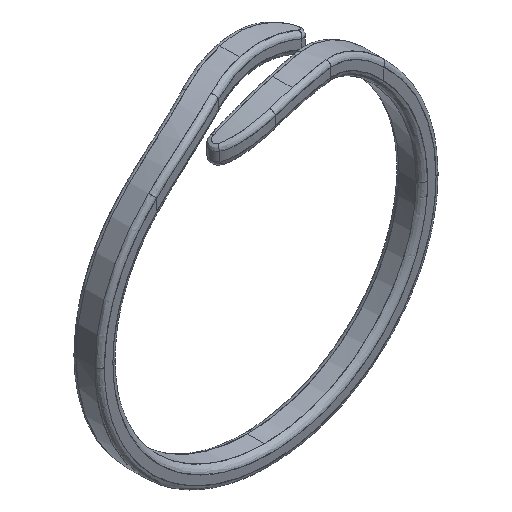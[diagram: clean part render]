
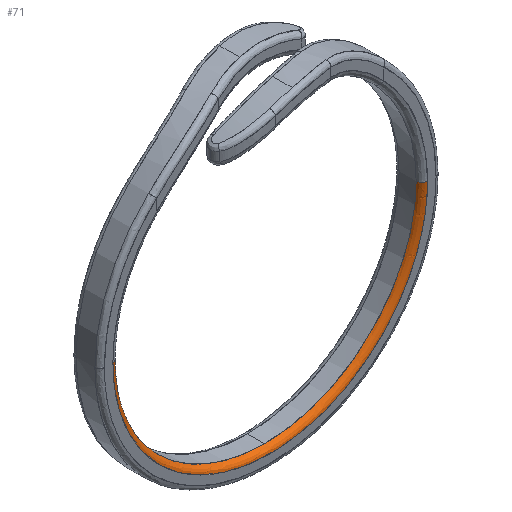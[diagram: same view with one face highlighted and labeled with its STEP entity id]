
A CAD part, isometric view. The second image highlights one B-rep face of the part: STEP entity #71.
In plain terms, the highlighted free-form (B-spline) face has degree [3, 3] with [4, 4] control points.
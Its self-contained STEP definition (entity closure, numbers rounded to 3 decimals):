
#71 = ADVANCED_FACE('',(#72),#117,.T.);
#72 = FACE_BOUND('',#73,.T.);
#73 = EDGE_LOOP('',(#74,#84,#93,#102,#110));
#74 = ORIENTED_EDGE('',*,*,#75,.T.);
#75 = EDGE_CURVE('',#76,#78,#80,.T.);
#76 = VERTEX_POINT('',#77);
#77 = CARTESIAN_POINT('',(7.546,-0.682,
    0.));
#78 = VERTEX_POINT('',#79);
#79 = CARTESIAN_POINT('',(7.273,-0.409,
    0.));
#80 = ( BOUNDED_CURVE() B_SPLINE_CURVE(2,(#81,#82,#83),.UNSPECIFIED.,.F.
,.F.) B_SPLINE_CURVE_WITH_KNOTS((3,3),(0.,
1.571),.PIECEWISE_BEZIER_KNOTS.) CURVE() 
GEOMETRIC_REPRESENTATION_ITEM() RATIONAL_B_SPLINE_CURVE((1.,
0.707,1.)) REPRESENTATION_ITEM('') );
#81 = CARTESIAN_POINT('',(7.546,-0.682,
    0.));
#82 = CARTESIAN_POINT('',(7.273,-0.682,
    0.));
#83 = CARTESIAN_POINT('',(7.273,-0.409,
    0.));
#84 = ORIENTED_EDGE('',*,*,#85,.T.);
#85 = EDGE_CURVE('',#78,#86,#88,.T.);
#86 = VERTEX_POINT('',#87);
#87 = CARTESIAN_POINT('',(0.,-0.409,-7.273));
#88 = ( BOUNDED_CURVE() B_SPLINE_CURVE(3,(#89,#90,#91,#92),
.UNSPECIFIED.,.F.,.F.) B_SPLINE_CURVE_WITH_KNOTS((4,4),(0.,1.),
.PIECEWISE_BEZIER_KNOTS.) CURVE() GEOMETRIC_REPRESENTATION_ITEM() 
RATIONAL_B_SPLINE_CURVE((0.957,0.638,0.478,
0.478)) REPRESENTATION_ITEM('') );
#89 = CARTESIAN_POINT('',(7.273,-0.409,0.));
#90 = CARTESIAN_POINT('',(7.273,-0.409,-3.636
    ));
#91 = CARTESIAN_POINT('',(4.849,-0.409,-7.273
    ));
#92 = CARTESIAN_POINT('',(0.,-0.409,-7.273));
#93 = ORIENTED_EDGE('',*,*,#94,.T.);
#94 = EDGE_CURVE('',#86,#95,#97,.T.);
#95 = VERTEX_POINT('',#96);
#96 = CARTESIAN_POINT('',(-7.273,-0.409,
    0.));
#97 = ( BOUNDED_CURVE() B_SPLINE_CURVE(3,(#98,#99,#100,#101),
.UNSPECIFIED.,.F.,.F.) B_SPLINE_CURVE_WITH_KNOTS((4,4),(0.,1.),
.PIECEWISE_BEZIER_KNOTS.) CURVE() GEOMETRIC_REPRESENTATION_ITEM() 
RATIONAL_B_SPLINE_CURVE((0.478,0.478,0.638,
0.957)) REPRESENTATION_ITEM('') );
#98 = CARTESIAN_POINT('',(0.,-0.409,-7.273));
#99 = CARTESIAN_POINT('',(-4.849,-0.409,
    -7.273));
#100 = CARTESIAN_POINT('',(-7.273,-0.409,
    -3.636));
#101 = CARTESIAN_POINT('',(-7.273,-0.409,0.));
#102 = ORIENTED_EDGE('',*,*,#103,.T.);
#103 = EDGE_CURVE('',#95,#104,#106,.T.);
#104 = VERTEX_POINT('',#105);
#105 = CARTESIAN_POINT('',(-7.546,-0.682,
    0.));
#106 = ( BOUNDED_CURVE() B_SPLINE_CURVE(2,(#107,#108,#109),
.UNSPECIFIED.,.F.,.F.) B_SPLINE_CURVE_WITH_KNOTS((3,3),(0.,
1.571),.PIECEWISE_BEZIER_KNOTS.) CURVE() 
GEOMETRIC_REPRESENTATION_ITEM() RATIONAL_B_SPLINE_CURVE((1.,
0.707,1.)) REPRESENTATION_ITEM('') );
#107 = CARTESIAN_POINT('',(-7.273,-0.409,
    0.));
#108 = CARTESIAN_POINT('',(-7.273,-0.682,
    0.));
#109 = CARTESIAN_POINT('',(-7.546,-0.682,
    0.));
#110 = ORIENTED_EDGE('',*,*,#111,.T.);
#111 = EDGE_CURVE('',#104,#76,#112,.T.);
#112 = ( BOUNDED_CURVE() B_SPLINE_CURVE(3,(#113,#114,#115,#116),
.UNSPECIFIED.,.F.,.F.) B_SPLINE_CURVE_WITH_KNOTS((4,4),(0.,1.),
.PIECEWISE_BEZIER_KNOTS.) CURVE() GEOMETRIC_REPRESENTATION_ITEM() 
RATIONAL_B_SPLINE_CURVE((0.957,0.319,0.319,
0.957)) REPRESENTATION_ITEM('') );
#113 = CARTESIAN_POINT('',(-7.546,-0.682,0.));
#114 = CARTESIAN_POINT('',(-7.546,-0.682,
    -15.091));
#115 = CARTESIAN_POINT('',(7.546,-0.682,
    -15.091));
#116 = CARTESIAN_POINT('',(7.546,-0.682,0.));
#117 = ( BOUNDED_SURFACE() B_SPLINE_SURFACE(3,3,(
    (#118,#119,#120,#121)
    ,(#122,#123,#124,#125)
    ,(#126,#127,#128,#129)
    ,(#130,#131,#132,#133
)),.UNSPECIFIED.,.F.,.F.,.F.) B_SPLINE_SURFACE_WITH_KNOTS((4,4),(4,4),(
    0.,1.),(0.,1.),.PIECEWISE_BEZIER_KNOTS.) 
GEOMETRIC_REPRESENTATION_ITEM() RATIONAL_B_SPLINE_SURFACE((
    (1.,0.333,0.333,1.)
    ,(0.755,0.252,0.252,0.755)
    ,(0.755,0.252,0.252,0.755)
,(1.,0.333,0.333,1.
))) REPRESENTATION_ITEM('') SURFACE() );
#118 = CARTESIAN_POINT('',(7.573,-0.68,0.));
#119 = CARTESIAN_POINT('',(7.573,-0.68,
    -15.146));
#120 = CARTESIAN_POINT('',(-7.573,-0.68,
    -15.146));
#121 = CARTESIAN_POINT('',(-7.573,-0.68,0.));
#122 = CARTESIAN_POINT('',(7.387,-0.699,0.));
#123 = CARTESIAN_POINT('',(7.387,-0.699,
    -14.775));
#124 = CARTESIAN_POINT('',(-7.387,-0.699,
    -14.775));
#125 = CARTESIAN_POINT('',(-7.387,-0.699,0.));
#126 = CARTESIAN_POINT('',(7.256,-0.567,0.));
#127 = CARTESIAN_POINT('',(7.256,-0.567,
    -14.511));
#128 = CARTESIAN_POINT('',(-7.256,-0.567,
    -14.511));
#129 = CARTESIAN_POINT('',(-7.256,-0.567,0.));
#130 = CARTESIAN_POINT('',(7.274,-0.382,0.));
#131 = CARTESIAN_POINT('',(7.274,-0.382,-14.548
    ));
#132 = CARTESIAN_POINT('',(-7.274,-0.382,
    -14.548));
#133 = CARTESIAN_POINT('',(-7.274,-0.382,0.));
